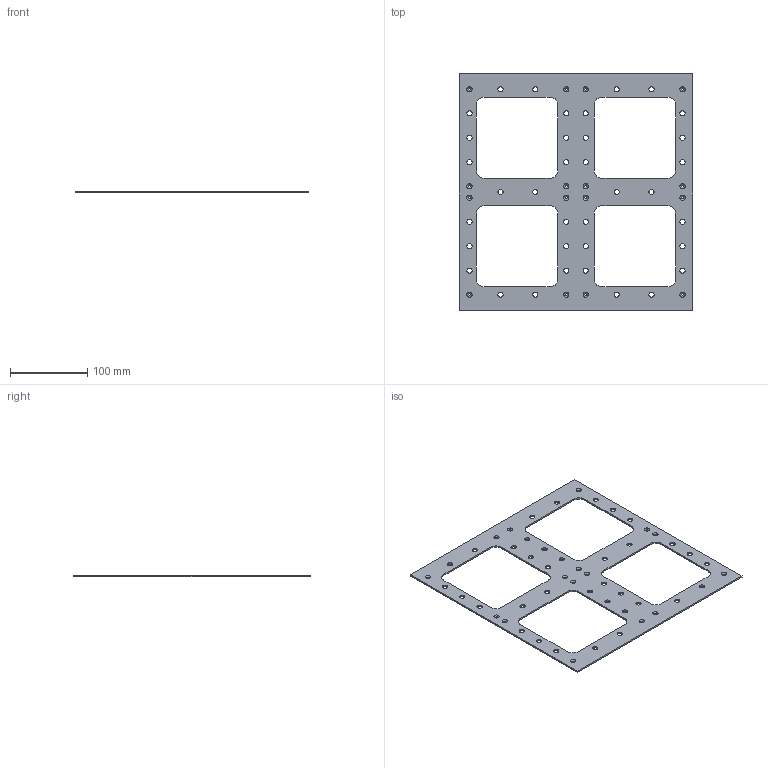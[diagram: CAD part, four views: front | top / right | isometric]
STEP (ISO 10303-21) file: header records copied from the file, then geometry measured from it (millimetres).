
FILE_DESCRIPTION(('FreeCAD Model'),'2;1');
FILE_NAME('Open CASCADE Shape Model','2024-10-15T10:33:43',(''),(''), 'Open CASCADE STEP processor 7.6','FreeCAD','Unknown');
FILE_SCHEMA(('CONFIG_CONTROL_DESIGN','SHAPE_APPEARANCE_LAYER_MIM'));
Length unit declared in the file: millimetre
Products named in the file (1): CoolingAssemblyPlate
Bounding box: 301 x 305 x 2 mm (x, y, z)
Volume: 92942.6 mm3; surface area: 100682.6 mm2
Topology: 1 solids, 1 shells, 106 faces, 296 edges, 192 vertices
Faces by surface type: cylinder 68, plane 22, cone 16
Full cylindrical faces by diameter (mm): 3.2 x16, 6.7 x36
Entity records: 3740 total; most frequent: DIRECTION 662, CARTESIAN_POINT 595, ORIENTED_EDGE 592, EDGE_CURVE 296, AXIS2_PLACEMENT_3D 259, FACE_BOUND 218, EDGE_LOOP 218, VERTEX_POINT 192
